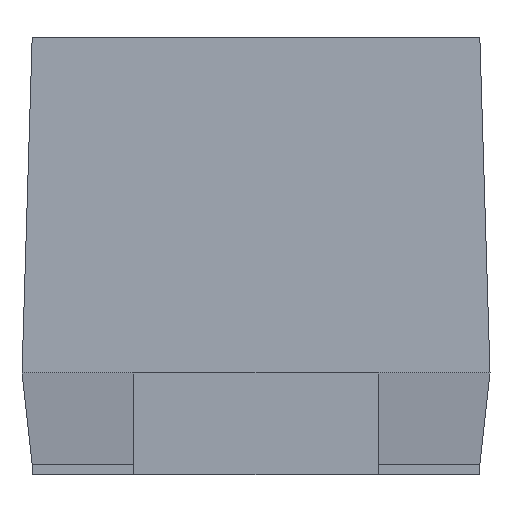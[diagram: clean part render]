
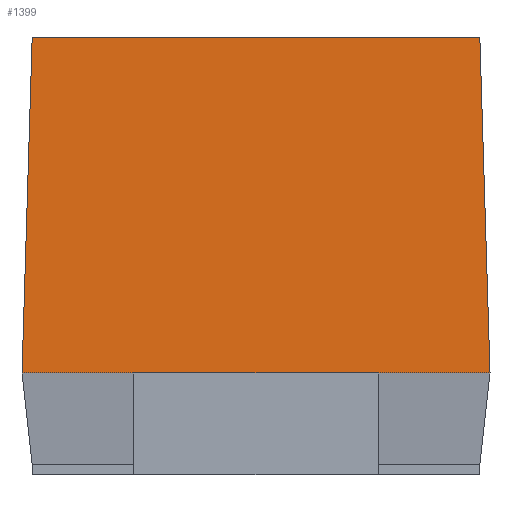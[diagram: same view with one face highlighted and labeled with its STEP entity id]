
A CAD part, left-side view. The second image highlights one B-rep face of the part: STEP entity #1399.
In plain terms, the highlighted planar face has unit normal (-1, 0, 0.03).
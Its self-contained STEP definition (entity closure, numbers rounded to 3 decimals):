
#1150=CARTESIAN_POINT('',(-3.7,-2.2,4.3));
#1151=VERTEX_POINT('',#1150);
#1152=CARTESIAN_POINT('',(-3.7,2.2,4.3));
#1153=VERTEX_POINT('',#1152);
#1154=CARTESIAN_POINT('',(-3.7,-2.2,4.3));
#1155=DIRECTION('',(0.0,1.0,0.0));
#1156=VECTOR('',#1155,4.4);
#1157=LINE('',#1154,#1156);
#1158=EDGE_CURVE('',#1151,#1153,#1157,.T.);
#1348=CARTESIAN_POINT('',(-3.8,2.3,1.0));
#1349=VERTEX_POINT('',#1348);
#1350=CARTESIAN_POINT('',(-3.7,2.2,4.3));
#1351=DIRECTION('',(-0.03,0.03,-0.999));
#1352=VECTOR('',#1351,3.303);
#1353=LINE('',#1350,#1352);
#1354=EDGE_CURVE('',#1153,#1349,#1353,.T.);
#1376=CARTESIAN_POINT('',(-3.75,-1.15,2.65));
#1377=DIRECTION('',(-1.,0.,0.03));
#1378=DIRECTION('',(0.03,0.0,1.));
#1379=AXIS2_PLACEMENT_3D('',#1376,#1377,#1378);
#1380=PLANE('',#1379);
#1381=ORIENTED_EDGE('',*,*,#1158,.T.);
#1382=ORIENTED_EDGE('',*,*,#1354,.T.);
#1383=CARTESIAN_POINT('',(-3.8,-2.3,1.0));
#1384=VERTEX_POINT('',#1383);
#1385=CARTESIAN_POINT('',(-3.8,2.3,1.0));
#1386=DIRECTION('',(0.0,-1.0,0.0));
#1387=VECTOR('',#1386,4.6);
#1388=LINE('',#1385,#1387);
#1389=EDGE_CURVE('',#1349,#1384,#1388,.T.);
#1390=ORIENTED_EDGE('',*,*,#1389,.T.);
#1391=CARTESIAN_POINT('',(-3.8,-2.3,1.));
#1392=DIRECTION('',(0.03,0.03,0.999));
#1393=VECTOR('',#1392,3.303);
#1394=LINE('',#1391,#1393);
#1395=EDGE_CURVE('',#1384,#1151,#1394,.T.);
#1396=ORIENTED_EDGE('',*,*,#1395,.T.);
#1397=EDGE_LOOP('',(#1381,#1382,#1390,#1396));
#1398=FACE_OUTER_BOUND('',#1397,.T.);
#1399=ADVANCED_FACE('',(#1398),#1380,.T.);
